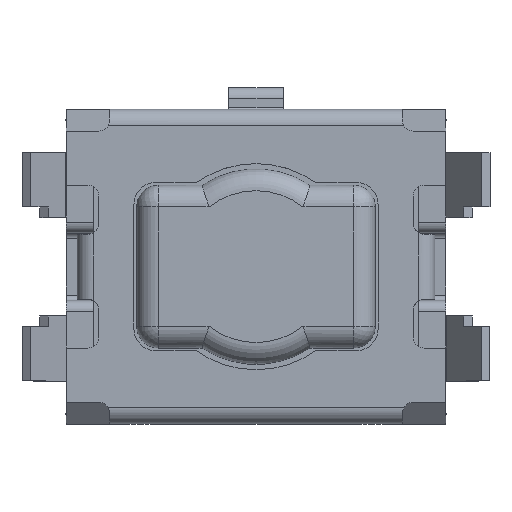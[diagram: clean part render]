
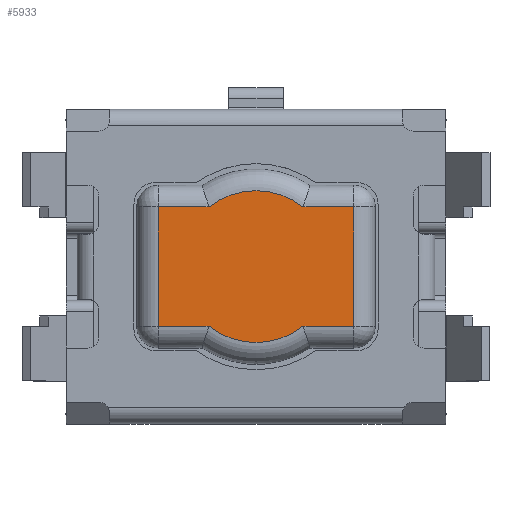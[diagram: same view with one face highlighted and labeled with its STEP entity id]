
A CAD part, top view. The second image highlights one B-rep face of the part: STEP entity #5933.
In plain terms, the highlighted planar face has unit normal (0, 0, 1).
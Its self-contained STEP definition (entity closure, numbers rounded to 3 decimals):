
#429=FACE_OUTER_BOUND('',#734,.T.);
#734=EDGE_LOOP('',(#5386,#5387,#5388,#5389,#5390,#5391,#5392,#5393));
#905=CIRCLE('',#6401,0.7);
#911=CIRCLE('',#6412,0.7);
#1565=LINE('',#9858,#2234);
#1566=LINE('',#9894,#2235);
#1569=LINE('',#9905,#2238);
#1571=LINE('',#9915,#2240);
#1572=LINE('',#9950,#2241);
#1575=LINE('',#9962,#2244);
#2234=VECTOR('',#7961,10.);
#2235=VECTOR('',#7970,10.);
#2238=VECTOR('',#7981,10.);
#2240=VECTOR('',#7991,10.);
#2241=VECTOR('',#8000,10.);
#2244=VECTOR('',#8015,10.);
#2788=VERTEX_POINT('',#9855);
#2789=VERTEX_POINT('',#9857);
#2791=VERTEX_POINT('',#9876);
#2792=VERTEX_POINT('',#9893);
#2796=VERTEX_POINT('',#9903);
#2799=VERTEX_POINT('',#9912);
#2800=VERTEX_POINT('',#9914);
#2801=VERTEX_POINT('',#9931);
#3635=EDGE_CURVE('',#2788,#2789,#1565,.T.);
#3638=EDGE_CURVE('',#2789,#2791,#905,.T.);
#3640=EDGE_CURVE('',#2791,#2792,#1566,.T.);
#3646=EDGE_CURVE('',#2796,#2788,#1569,.T.);
#3650=EDGE_CURVE('',#2799,#2800,#1571,.T.);
#3652=EDGE_CURVE('',#2800,#2801,#911,.T.);
#3655=EDGE_CURVE('',#2801,#2796,#1572,.T.);
#3662=EDGE_CURVE('',#2792,#2799,#1575,.T.);
#5386=ORIENTED_EDGE('',*,*,#3650,.F.);
#5387=ORIENTED_EDGE('',*,*,#3662,.F.);
#5388=ORIENTED_EDGE('',*,*,#3640,.F.);
#5389=ORIENTED_EDGE('',*,*,#3638,.F.);
#5390=ORIENTED_EDGE('',*,*,#3635,.F.);
#5391=ORIENTED_EDGE('',*,*,#3646,.F.);
#5392=ORIENTED_EDGE('',*,*,#3655,.F.);
#5393=ORIENTED_EDGE('',*,*,#3652,.F.);
#5634=PLANE('',#6434);
#5933=ADVANCED_FACE('',(#429),#5634,.T.);
#6401=AXIS2_PLACEMENT_3D('',#9877,#7966,#7967);
#6412=AXIS2_PLACEMENT_3D('',#9932,#7994,#7995);
#6434=AXIS2_PLACEMENT_3D('',#9993,#8052,#8053);
#7961=DIRECTION('',(1.,0.,0.));
#7966=DIRECTION('center_axis',(0.,0.,-1.));
#7967=DIRECTION('ref_axis',(0.,1.,0.));
#7970=DIRECTION('',(1.,0.,0.));
#7981=DIRECTION('',(0.,1.,0.));
#7991=DIRECTION('',(-1.,0.,0.));
#7994=DIRECTION('center_axis',(0.,0.,-1.));
#7995=DIRECTION('ref_axis',(0.,-1.,0.));
#8000=DIRECTION('',(-1.,0.,0.));
#8015=DIRECTION('',(0.,-1.,0.));
#8052=DIRECTION('center_axis',(0.,0.,1.));
#8053=DIRECTION('ref_axis',(1.,0.,0.));
#9855=CARTESIAN_POINT('',(-0.9,0.55,1.375));
#9857=CARTESIAN_POINT('',(-0.433,0.55,1.375));
#9858=CARTESIAN_POINT('',(-0.249,0.55,1.375));
#9876=CARTESIAN_POINT('',(0.433,0.55,1.375));
#9877=CARTESIAN_POINT('Origin',(0.,0.,1.375));
#9893=CARTESIAN_POINT('',(0.9,0.55,1.375));
#9894=CARTESIAN_POINT('',(0.45,0.55,1.375));
#9903=CARTESIAN_POINT('',(-0.9,-0.55,1.375));
#9905=CARTESIAN_POINT('',(-0.9,0.275,1.375));
#9912=CARTESIAN_POINT('',(0.9,-0.55,1.375));
#9914=CARTESIAN_POINT('',(0.433,-0.55,1.375));
#9915=CARTESIAN_POINT('',(0.249,-0.55,1.375));
#9931=CARTESIAN_POINT('',(-0.433,-0.55,1.375));
#9932=CARTESIAN_POINT('Origin',(0.,0.,1.375));
#9950=CARTESIAN_POINT('',(-0.45,-0.55,1.375));
#9962=CARTESIAN_POINT('',(0.9,-0.275,1.375));
#9993=CARTESIAN_POINT('Origin',(0.,0.,
1.375));
